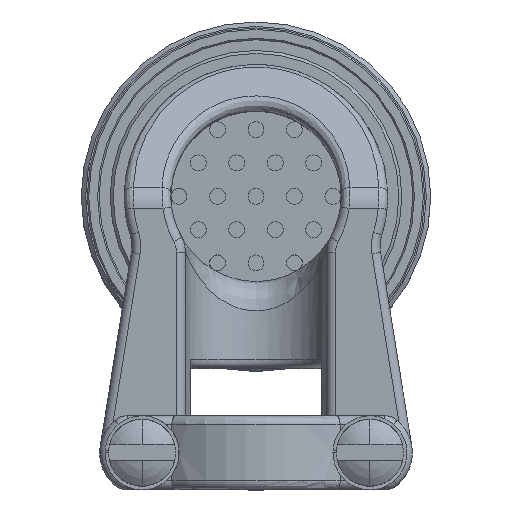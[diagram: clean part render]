
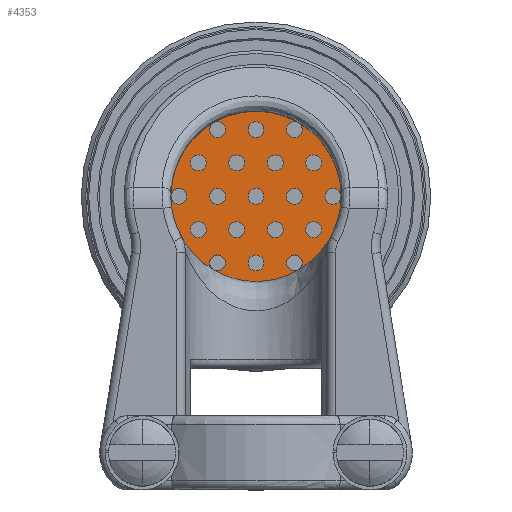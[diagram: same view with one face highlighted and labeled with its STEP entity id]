
A CAD part, top view. The second image highlights one B-rep face of the part: STEP entity #4353.
In plain terms, the highlighted planar face has unit normal (0, 0, 1).
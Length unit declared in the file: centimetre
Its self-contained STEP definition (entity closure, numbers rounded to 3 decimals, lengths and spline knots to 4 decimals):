
#966=VERTEX_POINT('',#7449);
#1036=VERTEX_POINT('',#9610);
#1038=VERTEX_POINT('',#9616);
#1040=VERTEX_POINT('',#9622);
#1042=VERTEX_POINT('',#9628);
#1044=VERTEX_POINT('',#9634);
#1046=VERTEX_POINT('',#9640);
#1048=VERTEX_POINT('',#9646);
#1050=VERTEX_POINT('',#9652);
#1052=VERTEX_POINT('',#9658);
#1054=VERTEX_POINT('',#9664);
#1056=VERTEX_POINT('',#9670);
#1058=VERTEX_POINT('',#9676);
#1060=VERTEX_POINT('',#9682);
#1062=VERTEX_POINT('',#9688);
#1064=VERTEX_POINT('',#9694);
#1066=VERTEX_POINT('',#9700);
#1068=VERTEX_POINT('',#9706);
#1070=VERTEX_POINT('',#9712);
#1072=VERTEX_POINT('',#9718);
#1305=CIRCLE('',#4676,0.7303);
#1379=CIRCLE('',#4820,0.0686);
#1381=CIRCLE('',#4824,0.0686);
#1383=CIRCLE('',#4828,0.0686);
#1385=CIRCLE('',#4832,0.0686);
#1387=CIRCLE('',#4836,0.0686);
#1389=CIRCLE('',#4840,0.0686);
#1391=CIRCLE('',#4844,0.0686);
#1393=CIRCLE('',#4848,0.0686);
#1395=CIRCLE('',#4852,0.0686);
#1397=CIRCLE('',#4856,0.0686);
#1399=CIRCLE('',#4860,0.0686);
#1401=CIRCLE('',#4864,0.0686);
#1403=CIRCLE('',#4868,0.0686);
#1405=CIRCLE('',#4872,0.0686);
#1407=CIRCLE('',#4876,0.0686);
#1409=CIRCLE('',#4880,0.0686);
#1411=CIRCLE('',#4884,0.0686);
#1413=CIRCLE('',#4888,0.0686);
#1415=CIRCLE('',#4892,0.0686);
#1789=EDGE_CURVE('',#966,#966,#1305,.T.);
#1922=EDGE_CURVE('',#1036,#1036,#1379,.T.);
#1924=EDGE_CURVE('',#1038,#1038,#1381,.T.);
#1926=EDGE_CURVE('',#1040,#1040,#1383,.T.);
#1928=EDGE_CURVE('',#1042,#1042,#1385,.T.);
#1930=EDGE_CURVE('',#1044,#1044,#1387,.T.);
#1932=EDGE_CURVE('',#1046,#1046,#1389,.T.);
#1934=EDGE_CURVE('',#1048,#1048,#1391,.T.);
#1936=EDGE_CURVE('',#1050,#1050,#1393,.T.);
#1938=EDGE_CURVE('',#1052,#1052,#1395,.T.);
#1940=EDGE_CURVE('',#1054,#1054,#1397,.T.);
#1942=EDGE_CURVE('',#1056,#1056,#1399,.T.);
#1944=EDGE_CURVE('',#1058,#1058,#1401,.T.);
#1946=EDGE_CURVE('',#1060,#1060,#1403,.T.);
#1948=EDGE_CURVE('',#1062,#1062,#1405,.T.);
#1950=EDGE_CURVE('',#1064,#1064,#1407,.T.);
#1952=EDGE_CURVE('',#1066,#1066,#1409,.T.);
#1954=EDGE_CURVE('',#1068,#1068,#1411,.T.);
#1956=EDGE_CURVE('',#1070,#1070,#1413,.T.);
#1958=EDGE_CURVE('',#1072,#1072,#1415,.T.);
#3045=ORIENTED_EDGE('',*,*,#1789,.T.);
#3046=ORIENTED_EDGE('',*,*,#1922,.T.);
#3047=ORIENTED_EDGE('',*,*,#1924,.T.);
#3048=ORIENTED_EDGE('',*,*,#1926,.T.);
#3049=ORIENTED_EDGE('',*,*,#1928,.T.);
#3050=ORIENTED_EDGE('',*,*,#1930,.T.);
#3051=ORIENTED_EDGE('',*,*,#1932,.T.);
#3052=ORIENTED_EDGE('',*,*,#1934,.T.);
#3053=ORIENTED_EDGE('',*,*,#1936,.T.);
#3054=ORIENTED_EDGE('',*,*,#1938,.T.);
#3055=ORIENTED_EDGE('',*,*,#1940,.T.);
#3056=ORIENTED_EDGE('',*,*,#1942,.T.);
#3057=ORIENTED_EDGE('',*,*,#1944,.T.);
#3058=ORIENTED_EDGE('',*,*,#1946,.T.);
#3059=ORIENTED_EDGE('',*,*,#1948,.T.);
#3060=ORIENTED_EDGE('',*,*,#1950,.T.);
#3061=ORIENTED_EDGE('',*,*,#1952,.T.);
#3062=ORIENTED_EDGE('',*,*,#1954,.T.);
#3063=ORIENTED_EDGE('',*,*,#1956,.T.);
#3064=ORIENTED_EDGE('',*,*,#1958,.T.);
#3574=EDGE_LOOP('',(#3045));
#3575=EDGE_LOOP('',(#3046));
#3576=EDGE_LOOP('',(#3047));
#3577=EDGE_LOOP('',(#3048));
#3578=EDGE_LOOP('',(#3049));
#3579=EDGE_LOOP('',(#3050));
#3580=EDGE_LOOP('',(#3051));
#3581=EDGE_LOOP('',(#3052));
#3582=EDGE_LOOP('',(#3053));
#3583=EDGE_LOOP('',(#3054));
#3584=EDGE_LOOP('',(#3055));
#3585=EDGE_LOOP('',(#3056));
#3586=EDGE_LOOP('',(#3057));
#3587=EDGE_LOOP('',(#3058));
#3588=EDGE_LOOP('',(#3059));
#3589=EDGE_LOOP('',(#3060));
#3590=EDGE_LOOP('',(#3061));
#3591=EDGE_LOOP('',(#3062));
#3592=EDGE_LOOP('',(#3063));
#3593=EDGE_LOOP('',(#3064));
#4005=FACE_BOUND('',#3574,.T.);
#4006=FACE_BOUND('',#3575,.T.);
#4007=FACE_BOUND('',#3576,.T.);
#4008=FACE_BOUND('',#3577,.T.);
#4009=FACE_BOUND('',#3578,.T.);
#4010=FACE_BOUND('',#3579,.T.);
#4011=FACE_BOUND('',#3580,.T.);
#4012=FACE_BOUND('',#3581,.T.);
#4013=FACE_BOUND('',#3582,.T.);
#4014=FACE_BOUND('',#3583,.T.);
#4015=FACE_BOUND('',#3584,.T.);
#4016=FACE_BOUND('',#3585,.T.);
#4017=FACE_BOUND('',#3586,.T.);
#4018=FACE_BOUND('',#3587,.T.);
#4019=FACE_BOUND('',#3588,.T.);
#4020=FACE_BOUND('',#3589,.T.);
#4021=FACE_BOUND('',#3590,.T.);
#4022=FACE_BOUND('',#3591,.T.);
#4023=FACE_BOUND('',#3592,.T.);
#4024=FACE_BOUND('',#3593,.T.);
#4353=ADVANCED_FACE('',(#4005,#4006,#4007,#4008,#4009,#4010,#4011,#4012,
#4013,#4014,#4015,#4016,#4017,#4018,#4019,#4020,#4021,#4022,#4023,#4024),
#9894,.T.);
#4676=AXIS2_PLACEMENT_3D('',#7448,#5569,#5570);
#4820=AXIS2_PLACEMENT_3D('',#9609,#5856,#5857);
#4824=AXIS2_PLACEMENT_3D('',#9615,#5864,#5865);
#4828=AXIS2_PLACEMENT_3D('',#9621,#5872,#5873);
#4832=AXIS2_PLACEMENT_3D('',#9627,#5880,#5881);
#4836=AXIS2_PLACEMENT_3D('',#9633,#5888,#5889);
#4840=AXIS2_PLACEMENT_3D('',#9639,#5896,#5897);
#4844=AXIS2_PLACEMENT_3D('',#9645,#5904,#5905);
#4848=AXIS2_PLACEMENT_3D('',#9651,#5912,#5913);
#4852=AXIS2_PLACEMENT_3D('',#9657,#5920,#5921);
#4856=AXIS2_PLACEMENT_3D('',#9663,#5928,#5929);
#4860=AXIS2_PLACEMENT_3D('',#9669,#5936,#5937);
#4864=AXIS2_PLACEMENT_3D('',#9675,#5944,#5945);
#4868=AXIS2_PLACEMENT_3D('',#9681,#5952,#5953);
#4872=AXIS2_PLACEMENT_3D('',#9687,#5960,#5961);
#4876=AXIS2_PLACEMENT_3D('',#9693,#5968,#5969);
#4880=AXIS2_PLACEMENT_3D('',#9699,#5976,#5977);
#4884=AXIS2_PLACEMENT_3D('',#9705,#5984,#5985);
#4888=AXIS2_PLACEMENT_3D('',#9711,#5992,#5993);
#4892=AXIS2_PLACEMENT_3D('',#9717,#6000,#6001);
#4895=AXIS2_PLACEMENT_3D('',#9722,#6006,$);
#5569=DIRECTION('',(0.,0.,1.));
#5570=DIRECTION('',(-0.73,0.,0.));
#5856=DIRECTION('',(0.,0.,-1.));
#5857=DIRECTION('',(0.069,0.,0.));
#5864=DIRECTION('',(0.,0.,-1.));
#5865=DIRECTION('',(0.069,0.,0.));
#5872=DIRECTION('',(0.,0.,-1.));
#5873=DIRECTION('',(0.069,0.,0.));
#5880=DIRECTION('',(0.,0.,-1.));
#5881=DIRECTION('',(0.069,0.,0.));
#5888=DIRECTION('',(0.,0.,-1.));
#5889=DIRECTION('',(0.069,0.,0.));
#5896=DIRECTION('',(0.,0.,-1.));
#5897=DIRECTION('',(0.069,0.,0.));
#5904=DIRECTION('',(0.,0.,-1.));
#5905=DIRECTION('',(0.069,0.,0.));
#5912=DIRECTION('',(0.,0.,-1.));
#5913=DIRECTION('',(0.069,0.,0.));
#5920=DIRECTION('',(0.,0.,-1.));
#5921=DIRECTION('',(0.069,0.,0.));
#5928=DIRECTION('',(0.,0.,-1.));
#5929=DIRECTION('',(0.069,0.,0.));
#5936=DIRECTION('',(0.,0.,-1.));
#5937=DIRECTION('',(0.069,0.,0.));
#5944=DIRECTION('',(0.,0.,-1.));
#5945=DIRECTION('',(0.069,0.,0.));
#5952=DIRECTION('',(0.,0.,-1.));
#5953=DIRECTION('',(0.069,0.,0.));
#5960=DIRECTION('',(0.,0.,-1.));
#5961=DIRECTION('',(0.069,0.,0.));
#5968=DIRECTION('',(0.,0.,-1.));
#5969=DIRECTION('',(0.069,0.,0.));
#5976=DIRECTION('',(0.,0.,-1.));
#5977=DIRECTION('',(0.069,0.,0.));
#5984=DIRECTION('',(0.,0.,-1.));
#5985=DIRECTION('',(0.069,0.,0.));
#5992=DIRECTION('',(0.,0.,-1.));
#5993=DIRECTION('',(0.069,0.,0.));
#6000=DIRECTION('',(0.,0.,-1.));
#6001=DIRECTION('',(0.069,0.,0.));
#6006=DIRECTION('',(0.,0.,1.));
#7448=CARTESIAN_POINT('',(0.,0.,3.3985));
#7449=CARTESIAN_POINT('',(0.7303,0.,3.3985));
#9609=CARTESIAN_POINT('',(-0.3302,-0.5715,3.3985));
#9610=CARTESIAN_POINT('',(-0.3988,-0.5715,3.3985));
#9615=CARTESIAN_POINT('',(0.3302,-0.5715,3.3985));
#9616=CARTESIAN_POINT('',(0.2616,-0.5715,3.3985));
#9621=CARTESIAN_POINT('',(0.,-0.5715,3.3985));
#9622=CARTESIAN_POINT('',(-0.0686,-0.5715,3.3985));
#9627=CARTESIAN_POINT('',(-0.4953,-0.287,3.3985));
#9628=CARTESIAN_POINT('',(-0.5639,-0.287,3.3985));
#9633=CARTESIAN_POINT('',(-0.1651,-0.287,3.3985));
#9634=CARTESIAN_POINT('',(-0.2337,-0.287,3.3985));
#9639=CARTESIAN_POINT('',(0.4953,-0.287,3.3985));
#9640=CARTESIAN_POINT('',(0.4267,-0.287,3.3985));
#9645=CARTESIAN_POINT('',(0.1651,-0.287,3.3985));
#9646=CARTESIAN_POINT('',(0.0965,-0.287,3.3985));
#9651=CARTESIAN_POINT('',(-0.3302,0.5715,3.3985));
#9652=CARTESIAN_POINT('',(-0.3988,0.5715,3.3985));
#9657=CARTESIAN_POINT('',(0.3302,0.5715,3.3985));
#9658=CARTESIAN_POINT('',(0.2616,0.5715,3.3985));
#9663=CARTESIAN_POINT('',(0.,0.5715,3.3985));
#9664=CARTESIAN_POINT('',(-0.0686,0.5715,3.3985));
#9669=CARTESIAN_POINT('',(-0.4953,0.287,3.3985));
#9670=CARTESIAN_POINT('',(-0.5639,0.287,3.3985));
#9675=CARTESIAN_POINT('',(-0.1651,0.287,3.3985));
#9676=CARTESIAN_POINT('',(-0.2337,0.287,3.3985));
#9681=CARTESIAN_POINT('',(0.4953,0.287,3.3985));
#9682=CARTESIAN_POINT('',(0.4267,0.287,3.3985));
#9687=CARTESIAN_POINT('',(0.1651,0.287,3.3985));
#9688=CARTESIAN_POINT('',(0.0965,0.287,3.3985));
#9693=CARTESIAN_POINT('',(-0.6604,0.,3.3985));
#9694=CARTESIAN_POINT('',(-0.729,0.,3.3985));
#9699=CARTESIAN_POINT('',(-0.3302,0.,3.3985));
#9700=CARTESIAN_POINT('',(-0.3988,0.,3.3985));
#9705=CARTESIAN_POINT('',(0.6604,0.,3.3985));
#9706=CARTESIAN_POINT('',(0.5918,0.,3.3985));
#9711=CARTESIAN_POINT('',(0.3302,0.,3.3985));
#9712=CARTESIAN_POINT('',(0.2616,0.,3.3985));
#9717=CARTESIAN_POINT('',(0.,0.,3.3985));
#9718=CARTESIAN_POINT('',(-0.0686,0.,3.3985));
#9722=CARTESIAN_POINT('',(0.,0.,3.3985));
#9894=PLANE('',#4895);
